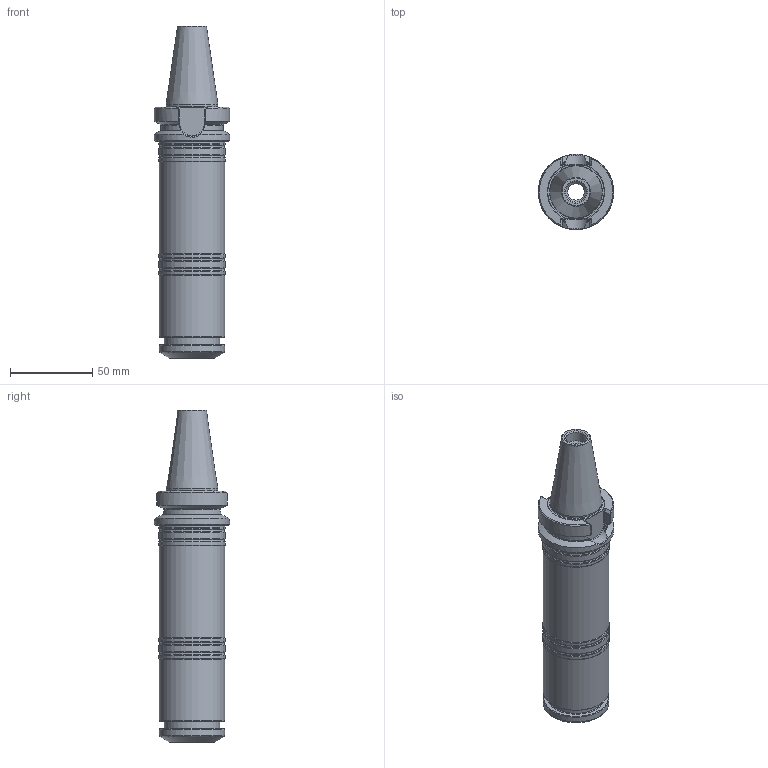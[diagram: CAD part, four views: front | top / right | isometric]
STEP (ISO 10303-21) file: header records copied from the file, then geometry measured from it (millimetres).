
FILE_DESCRIPTION(/* description */ (''),/* implementation_level */ '2;1');
FILE_NAME(/* name */ '413072586.stp',/* time_stamp */ '2021-01-08T12:33:22',/* author */ ('LRA'),/* organization */ ('REGO-FIX'),/* preprocessor_version */ ' Unknown',/* originating_system */ 'SIEMENS PLM Software Solid Edge ST10',/* authorization */ 'Unknown');
FILE_SCHEMA (('AUTOMOTIVE_DESIGN { 1 0 10303 214 2 1 1}'));
Length unit declared in the file: millimetre
Products named in the file (1): NOCUT
Bounding box: 46 x 46 x 202.4 mm (x, y, z)
Volume: 172667.3 mm3; surface area: 36558.4 mm2
Topology: 1 solids, 1 shells, 122 faces, 297 edges, 182 vertices
Faces by surface type: cone 36, plane 35, cylinder 27, torus 18, bspline 6
Full cylindrical faces by diameter (mm): 10.105 x1, 10.106 x1, 12.5 x1, 14 x1, 25 x1, 31.15 x1, 34 x1, 40 x3, 40.5 x6, 46 x1
Entity records: 4265 total; most frequent: CARTESIAN_POINT 868, DIRECTION 516, ORIENTED_EDGE 466, EDGE_CURVE 233, AXIS2_PLACEMENT_3D 231, EDGE_LOOP 182, FACE_BOUND 182, VERTEX_POINT 171
